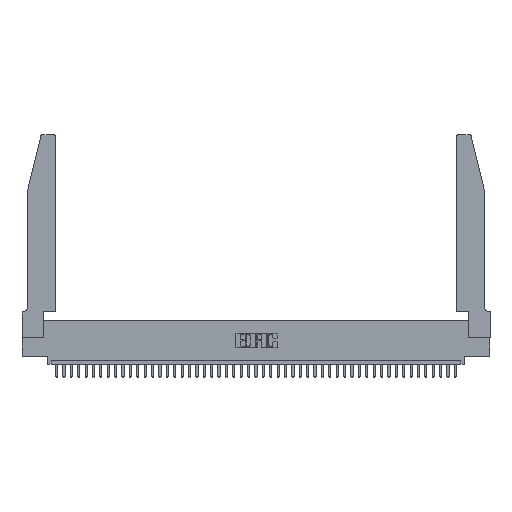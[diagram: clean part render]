
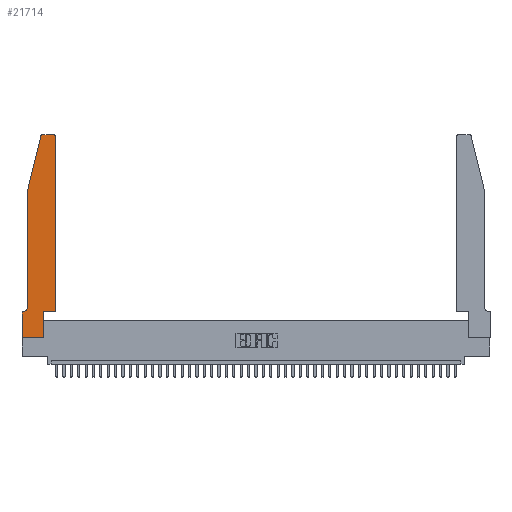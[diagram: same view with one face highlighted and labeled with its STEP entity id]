
A CAD part, top view. The second image highlights one B-rep face of the part: STEP entity #21714.
In plain terms, the highlighted planar face has unit normal (0, 0, 1).
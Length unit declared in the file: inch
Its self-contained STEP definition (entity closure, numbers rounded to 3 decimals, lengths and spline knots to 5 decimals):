
#70 = CIRCLE ( 'NONE', #11530, 0.07 ) ;
#1340 = EDGE_CURVE ( 'NONE', #39124, #5968, #44331, .T. ) ;
#1761 = LINE ( 'NONE', #37084, #8288 ) ;
#1809 = CARTESIAN_POINT ( 'NONE',  ( 0.2865, 0.35, 0.37 ) ) ;
#1963 = ORIENTED_EDGE ( 'NONE', *, *, #33930, .T. ) ;
#2094 = ORIENTED_EDGE ( 'NONE', *, *, #9885, .T. ) ;
#2574 = LINE ( 'NONE', #29197, #13877 ) ;
#3995 = VERTEX_POINT ( 'NONE', #12443 ) ;
#4401 = EDGE_CURVE ( 'NONE', #39585, #6668, #6253, .T. ) ;
#4443 = VECTOR ( 'NONE', #30384, 39.37008 ) ;
#5485 = CIRCLE ( 'NONE', #30604, 0.03 ) ;
#5539 = AXIS2_PLACEMENT_3D ( 'NONE', #33582, #12934, #38374 ) ;
#5968 = VERTEX_POINT ( 'NONE', #28179 ) ;
#6253 = LINE ( 'NONE', #31174, #13288 ) ;
#6376 = EDGE_CURVE ( 'NONE', #6668, #24355, #21841, .T. ) ;
#6404 = DIRECTION ( 'NONE',  ( 0., 0., 1. ) ) ;
#6407 = CARTESIAN_POINT ( 'NONE',  ( 0.2865, 0.35, 0.37 ) ) ;
#6587 = ORIENTED_EDGE ( 'NONE', *, *, #29699, .T. ) ;
#6668 = VERTEX_POINT ( 'NONE', #41418 ) ;
#7497 = VECTOR ( 'NONE', #16226, 39.37008 ) ;
#8178 = LINE ( 'NONE', #28393, #24405 ) ;
#8288 = VECTOR ( 'NONE', #26410, 39.37008 ) ;
#8963 = CARTESIAN_POINT ( 'NONE',  ( 0.25487, 2.72718, 0.37 ) ) ;
#9484 = PLANE ( 'NONE',  #5539 ) ;
#9762 = LINE ( 'NONE', #13301, #15135 ) ;
#9885 = EDGE_CURVE ( 'NONE', #3995, #39606, #2574, .T. ) ;
#10678 = FACE_OUTER_BOUND ( 'NONE', #39675, .T. ) ;
#11530 = AXIS2_PLACEMENT_3D ( 'NONE', #44261, #13596, #31095 ) ;
#12199 = CARTESIAN_POINT ( 'NONE',  ( 0.0755, 2., 0.37 ) ) ;
#12443 = CARTESIAN_POINT ( 'NONE',  ( 0.4205, 2.75, 0.37 ) ) ;
#12934 = DIRECTION ( 'NONE',  ( 0., 0., 1. ) ) ;
#12970 = CARTESIAN_POINT ( 'NONE',  ( 0., 0., 0.37 ) ) ;
#13288 = VECTOR ( 'NONE', #41840, 39.37008 ) ;
#13301 = CARTESIAN_POINT ( 'NONE',  ( 0.0755, 2., 0.37 ) ) ;
#13596 = DIRECTION ( 'NONE',  ( 0., 0., -1. ) ) ;
#13877 = VECTOR ( 'NONE', #32207, 39.37008 ) ;
#15135 = VECTOR ( 'NONE', #37115, 39.37008 ) ;
#15988 = LINE ( 'NONE', #12970, #42396 ) ;
#16226 = DIRECTION ( 'NONE',  ( 0., -1., 0. ) ) ;
#16498 = CARTESIAN_POINT ( 'NONE',  ( 0.4505, 0.35, 0.37 ) ) ;
#16548 = VERTEX_POINT ( 'NONE', #8963 ) ;
#18229 = ORIENTED_EDGE ( 'NONE', *, *, #6376, .T. ) ;
#18368 = CARTESIAN_POINT ( 'NONE',  ( 0.0755, 0.42, 0.37 ) ) ;
#18391 = ORIENTED_EDGE ( 'NONE', *, *, #4401, .T. ) ;
#18397 = DIRECTION ( 'NONE',  ( 1., 0., 0. ) ) ;
#18972 = VERTEX_POINT ( 'NONE', #16498 ) ;
#19565 = DIRECTION ( 'NONE',  ( 1., 0., 0. ) ) ;
#19927 = DIRECTION ( 'NONE',  ( 0., -1., 0. ) ) ;
#20004 = EDGE_CURVE ( 'NONE', #16548, #37854, #9762, .T. ) ;
#21714 = ADVANCED_FACE ( 'NONE', ( #10678 ), #9484, .T. ) ;
#21841 = LINE ( 'NONE', #6407, #43844 ) ;
#22457 = ORIENTED_EDGE ( 'NONE', *, *, #20004, .T. ) ;
#22918 = EDGE_CURVE ( 'NONE', #33106, #3995, #23094, .T. ) ;
#23094 = CIRCLE ( 'NONE', #33916, 0.03 ) ;
#23837 = ORIENTED_EDGE ( 'NONE', *, *, #1340, .T. ) ;
#24355 = VERTEX_POINT ( 'NONE', #1809 ) ;
#24405 = VECTOR ( 'NONE', #38773, 39.37008 ) ;
#26410 = DIRECTION ( 'NONE',  ( 0., 1., 0. ) ) ;
#27017 = EDGE_CURVE ( 'NONE', #24355, #18972, #8178, .T. ) ;
#27090 = CARTESIAN_POINT ( 'NONE',  ( 0., 0., 0.37 ) ) ;
#27109 = ORIENTED_EDGE ( 'NONE', *, *, #27017, .T. ) ;
#28179 = CARTESIAN_POINT ( 'NONE',  ( 0., 0.35, 0.37 ) ) ;
#28393 = CARTESIAN_POINT ( 'NONE',  ( 0.4505, 0.35, 0.37 ) ) ;
#29197 = CARTESIAN_POINT ( 'NONE',  ( 0.2605, 2.75, 0.37 ) ) ;
#29699 = EDGE_CURVE ( 'NONE', #37854, #41678, #35573, .T. ) ;
#30384 = DIRECTION ( 'NONE',  ( -1., 0., 0. ) ) ;
#30564 = DIRECTION ( 'NONE',  ( 0., 1., 0. ) ) ;
#30604 = AXIS2_PLACEMENT_3D ( 'NONE', #39042, #31818, #18397 ) ;
#31095 = DIRECTION ( 'NONE',  ( -1., 0., 0. ) ) ;
#31104 = EDGE_CURVE ( 'NONE', #5968, #39585, #15988, .T. ) ;
#31174 = CARTESIAN_POINT ( 'NONE',  ( 0., 0., 0.37 ) ) ;
#31766 = CARTESIAN_POINT ( 'NONE',  ( 0.0055, 0.35, 0.37 ) ) ;
#31818 = DIRECTION ( 'NONE',  ( 0., 0., 1. ) ) ;
#32207 = DIRECTION ( 'NONE',  ( -1., 0., 0. ) ) ;
#32606 = EDGE_CURVE ( 'NONE', #18972, #33106, #1761, .T. ) ;
#33106 = VERTEX_POINT ( 'NONE', #43600 ) ;
#33582 = CARTESIAN_POINT ( 'NONE',  ( 0., 0.35, 0.37 ) ) ;
#33722 = CARTESIAN_POINT ( 'NONE',  ( 0.4205, 2.72, 0.37 ) ) ;
#33849 = CARTESIAN_POINT ( 'NONE',  ( 0.0755, 0.35, 0.37 ) ) ;
#33916 = AXIS2_PLACEMENT_3D ( 'NONE', #33722, #6404, #19565 ) ;
#33930 = EDGE_CURVE ( 'NONE', #41678, #39124, #70, .T. ) ;
#34206 = EDGE_CURVE ( 'NONE', #39606, #16548, #5485, .T. ) ;
#35437 = CARTESIAN_POINT ( 'NONE',  ( 0.0755, 2., 0.37 ) ) ;
#35573 = LINE ( 'NONE', #12199, #7497 ) ;
#37084 = CARTESIAN_POINT ( 'NONE',  ( 0.4505, 0.35, 0.37 ) ) ;
#37115 = DIRECTION ( 'NONE',  ( -0.239, -0.971, 0. ) ) ;
#37783 = ORIENTED_EDGE ( 'NONE', *, *, #32606, .T. ) ;
#37854 = VERTEX_POINT ( 'NONE', #35437 ) ;
#38374 = DIRECTION ( 'NONE',  ( 1., 0., 0. ) ) ;
#38773 = DIRECTION ( 'NONE',  ( 1., 0., 0. ) ) ;
#39042 = CARTESIAN_POINT ( 'NONE',  ( 0.284, 2.72, 0.37 ) ) ;
#39124 = VERTEX_POINT ( 'NONE', #31766 ) ;
#39338 = ORIENTED_EDGE ( 'NONE', *, *, #31104, .T. ) ;
#39585 = VERTEX_POINT ( 'NONE', #27090 ) ;
#39606 = VERTEX_POINT ( 'NONE', #44598 ) ;
#39675 = EDGE_LOOP ( 'NONE', ( #2094, #43879, #22457, #6587, #1963, #23837, #39338, #18391, #18229, #27109, #37783, #42183 ) ) ;
#41418 = CARTESIAN_POINT ( 'NONE',  ( 0.2865, 0., 0.37 ) ) ;
#41678 = VERTEX_POINT ( 'NONE', #18368 ) ;
#41840 = DIRECTION ( 'NONE',  ( 1., 0., 0. ) ) ;
#42183 = ORIENTED_EDGE ( 'NONE', *, *, #22918, .T. ) ;
#42396 = VECTOR ( 'NONE', #19927, 39.37008 ) ;
#43600 = CARTESIAN_POINT ( 'NONE',  ( 0.4505, 2.72, 0.37 ) ) ;
#43844 = VECTOR ( 'NONE', #30564, 39.37008 ) ;
#43879 = ORIENTED_EDGE ( 'NONE', *, *, #34206, .T. ) ;
#44261 = CARTESIAN_POINT ( 'NONE',  ( 0.0055, 0.42, 0.37 ) ) ;
#44331 = LINE ( 'NONE', #33849, #4443 ) ;
#44598 = CARTESIAN_POINT ( 'NONE',  ( 0.284, 2.75, 0.37 ) ) ;
